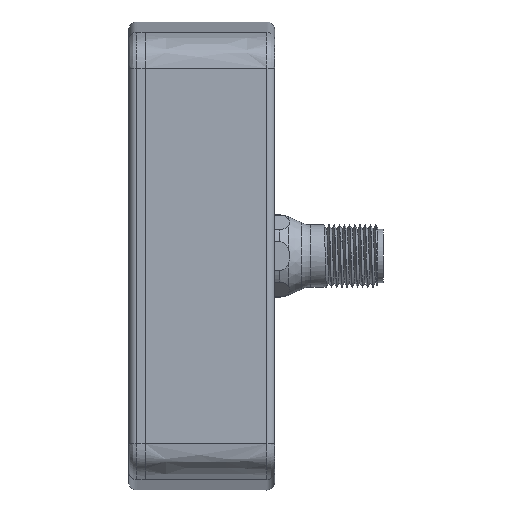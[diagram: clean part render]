
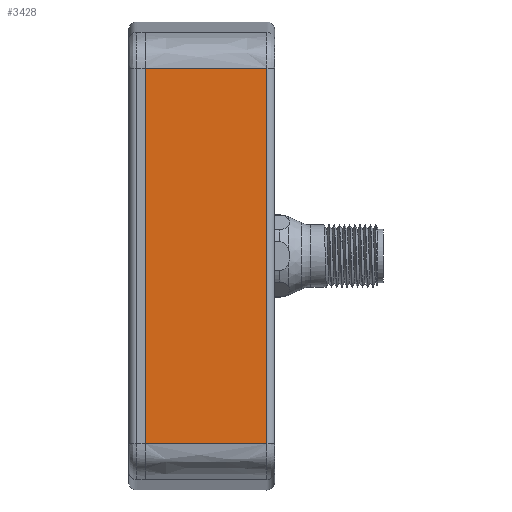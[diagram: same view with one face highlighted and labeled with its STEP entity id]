
A CAD part, left-side view. The second image highlights one B-rep face of the part: STEP entity #3428.
In plain terms, the highlighted planar face has unit normal (-1, 0, 0).
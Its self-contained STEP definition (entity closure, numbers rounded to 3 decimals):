
#305=CARTESIAN_POINT('',(-44.5,25.,36.317));
#313=DIRECTION('',(0.,0.,1.));
#314=VECTOR('',#313,72.634);
#315=CARTESIAN_POINT('',(-44.5,25.,-36.317));
#316=LINE('',#315,#314);
#323=CARTESIAN_POINT('',(-44.5,25.,-36.317));
#1203=DIRECTION('',(0.,0.,-1.));
#1204=VECTOR('',#1203,72.634);
#1205=CARTESIAN_POINT('',(-44.5,1.5,36.317));
#1206=LINE('',#1205,#1204);
#1207=DIRECTION('',(0.,-1.,0.));
#1208=VECTOR('',#1207,23.5);
#1209=CARTESIAN_POINT('',(-44.5,25.,-36.317));
#1210=LINE('',#1209,#1208);
#1211=DIRECTION('',(0.,-1.,0.));
#1212=VECTOR('',#1211,23.5);
#1213=CARTESIAN_POINT('',(-44.5,25.,36.317));
#1214=LINE('',#1213,#1212);
#1221=CARTESIAN_POINT('',(-44.5,1.5,36.317));
#1242=VERTEX_POINT('',#305);
#1245=VERTEX_POINT('',#323);
#1257=VERTEX_POINT('',#1221);
#1260=CARTESIAN_POINT('',(-44.5,1.5,-36.317));
#1261=VERTEX_POINT('',#1260);
#3416=CARTESIAN_POINT('',(-44.5,0.,-41.508));
#3417=DIRECTION('',(-1.,0.,0.));
#3418=DIRECTION('',(0.,0.,1.));
#3419=AXIS2_PLACEMENT_3D('',#3416,#3417,#3418);
#3420=PLANE('',#3419);
#3421=ORIENTED_EDGE('',*,*,#3059,.T.);
#3422=ORIENTED_EDGE('',*,*,#3411,.F.);
#3423=ORIENTED_EDGE('',*,*,#1660,.T.);
#3425=ORIENTED_EDGE('',*,*,#3424,.T.);
#3426=EDGE_LOOP('',(#3421,#3422,#3423,#3425));
#3427=FACE_OUTER_BOUND('',#3426,.F.);
#1660=EDGE_CURVE('',#1245,#1242,#316,.T.);
#3059=EDGE_CURVE('',#1257,#1261,#1206,.T.);
#3411=EDGE_CURVE('',#1245,#1261,#1210,.T.);
#3424=EDGE_CURVE('',#1242,#1257,#1214,.T.);
#3428=ADVANCED_FACE('',(#3427),#3420,.T.);
